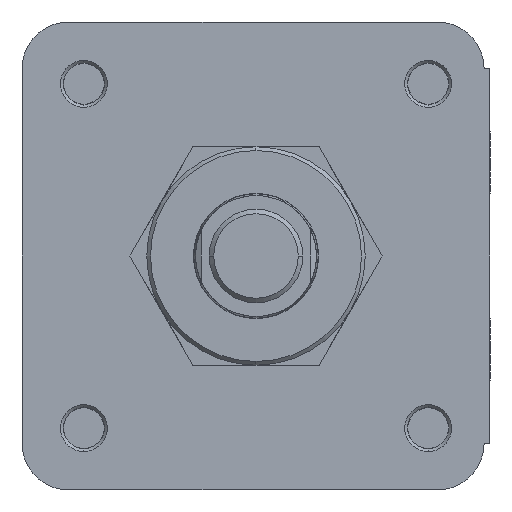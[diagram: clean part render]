
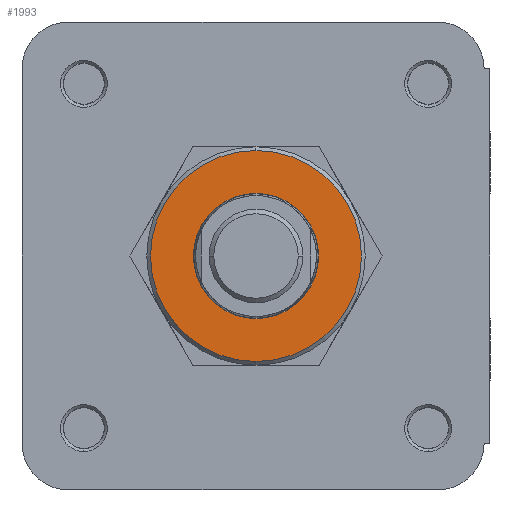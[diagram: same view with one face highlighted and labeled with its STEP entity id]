
A CAD part, left-side view. The second image highlights one B-rep face of the part: STEP entity #1993.
In plain terms, the highlighted planar face has unit normal (-1, 0, 0).
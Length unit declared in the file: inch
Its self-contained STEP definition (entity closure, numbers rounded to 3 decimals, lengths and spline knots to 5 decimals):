
#474 = FACE_OUTER_BOUND ( 'NONE', #11326, .T. ) ;
#914 = AXIS2_PLACEMENT_3D ( 'NONE', #3078, #10991, #4196 ) ;
#1079 = CARTESIAN_POINT ( 'NONE',  ( -0.86, 0., -0.5015 ) ) ;
#1848 = AXIS2_PLACEMENT_3D ( 'NONE', #6601, #14533, #7743 ) ;
#1993 = ADVANCED_FACE ( 'NONE', ( #3494, #474 ), #11523, .F. ) ;
#2277 = CIRCLE ( 'NONE', #14225, 0.845 ) ;
#2371 = EDGE_CURVE ( 'NONE', #2868, #12187, #8954, .T. ) ;
#2379 = VERTEX_POINT ( 'NONE', #7578 ) ;
#2555 = CARTESIAN_POINT ( 'NONE',  ( -0.86, 0., 0.845 ) ) ;
#2861 = DIRECTION ( 'NONE',  ( 1., 0., 0. ) ) ;
#2868 = VERTEX_POINT ( 'NONE', #6923 ) ;
#3078 = CARTESIAN_POINT ( 'NONE',  ( -0.86, 0., 0. ) ) ;
#3294 = AXIS2_PLACEMENT_3D ( 'NONE', #4566, #12463, #5718 ) ;
#3494 = FACE_BOUND ( 'NONE', #11142, .T. ) ;
#3836 = CARTESIAN_POINT ( 'NONE',  ( -0.86, 0., 0. ) ) ;
#3930 = VERTEX_POINT ( 'NONE', #1079 ) ;
#4073 = AXIS2_PLACEMENT_3D ( 'NONE', #3836, #11763, #4977 ) ;
#4157 = CIRCLE ( 'NONE', #4073, 0.5015 ) ;
#4196 = DIRECTION ( 'NONE',  ( 0., 0., -1. ) ) ;
#4566 = CARTESIAN_POINT ( 'NONE',  ( -0.86, 0., 0. ) ) ;
#4977 = DIRECTION ( 'NONE',  ( 0., 0., -1. ) ) ;
#5718 = DIRECTION ( 'NONE',  ( 0., 0., -1. ) ) ;
#5939 = ORIENTED_EDGE ( 'NONE', *, *, #2371, .F. ) ;
#6187 = ORIENTED_EDGE ( 'NONE', *, *, #9481, .F. ) ;
#6501 = CIRCLE ( 'NONE', #1848, 0.5015 ) ;
#6601 = CARTESIAN_POINT ( 'NONE',  ( -0.86, 0., 0. ) ) ;
#6923 = CARTESIAN_POINT ( 'NONE',  ( -0.86, 0., -0.845 ) ) ;
#7578 = CARTESIAN_POINT ( 'NONE',  ( -0.86, 0., 0.5015 ) ) ;
#7743 = DIRECTION ( 'NONE',  ( 0., 0., -1. ) ) ;
#8210 = ORIENTED_EDGE ( 'NONE', *, *, #8356, .F. ) ;
#8356 = EDGE_CURVE ( 'NONE', #12187, #2868, #2277, .T. ) ;
#8954 = CIRCLE ( 'NONE', #914, 0.845 ) ;
#9481 = EDGE_CURVE ( 'NONE', #2379, #3930, #4157, .T. ) ;
#9634 = CARTESIAN_POINT ( 'NONE',  ( -0.86, 0., 0. ) ) ;
#10762 = DIRECTION ( 'NONE',  ( 0., 0., -1. ) ) ;
#10991 = DIRECTION ( 'NONE',  ( 1., 0., 0. ) ) ;
#11142 = EDGE_LOOP ( 'NONE', ( #12069, #6187 ) ) ;
#11218 = EDGE_CURVE ( 'NONE', #3930, #2379, #6501, .T. ) ;
#11326 = EDGE_LOOP ( 'NONE', ( #5939, #8210 ) ) ;
#11523 = PLANE ( 'NONE',  #3294 ) ;
#11763 = DIRECTION ( 'NONE',  ( -1., 0., 0. ) ) ;
#12069 = ORIENTED_EDGE ( 'NONE', *, *, #11218, .F. ) ;
#12187 = VERTEX_POINT ( 'NONE', #2555 ) ;
#12463 = DIRECTION ( 'NONE',  ( 1., 0., 0. ) ) ;
#14225 = AXIS2_PLACEMENT_3D ( 'NONE', #9634, #2861, #10762 ) ;
#14533 = DIRECTION ( 'NONE',  ( -1., 0., 0. ) ) ;
